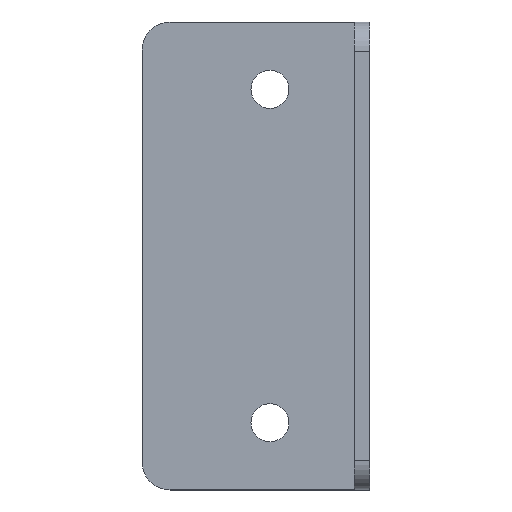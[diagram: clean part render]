
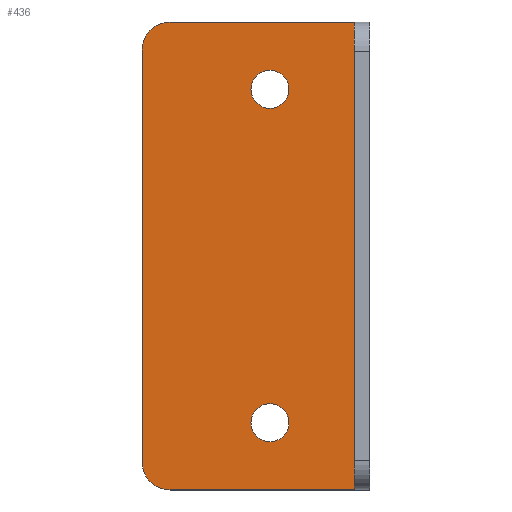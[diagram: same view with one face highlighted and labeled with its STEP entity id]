
A CAD part, top view. The second image highlights one B-rep face of the part: STEP entity #436.
In plain terms, the highlighted planar face has unit normal (0, 0, 1).
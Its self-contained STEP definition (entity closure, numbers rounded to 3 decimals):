
#6 = DIRECTION ( 'NONE',  ( 0., 0., 1. ) ) ;
#7 = DIRECTION ( 'NONE',  ( 1., 0., 0. ) ) ;
#12 = EDGE_CURVE ( 'NONE', #78, #273, #42, .T. ) ;
#18 = EDGE_LOOP ( 'NONE', ( #477, #321, #328, #72, #285, #284 ) ) ;
#42 = CIRCLE ( 'NONE', #137, 5. ) ;
#49 = CARTESIAN_POINT ( 'NONE',  ( -20.4, -36.95, 2.9 ) ) ;
#51 = AXIS2_PLACEMENT_3D ( 'NONE', #331, #6, #287 ) ;
#59 = EDGE_LOOP ( 'NONE', ( #268, #110 ) ) ;
#71 = CARTESIAN_POINT ( 'NONE',  ( 5.9, -29.896, 2.9 ) ) ;
#72 = ORIENTED_EDGE ( 'NONE', *, *, #364, .T. ) ;
#77 = DIRECTION ( 'NONE',  ( 1., 0., 0. ) ) ;
#78 = VERTEX_POINT ( 'NONE', #49 ) ;
#87 = CARTESIAN_POINT ( 'NONE',  ( 2.5, 29.896, 2.9 ) ) ;
#89 = AXIS2_PLACEMENT_3D ( 'NONE', #353, #437, #141 ) ;
#90 = CARTESIAN_POINT ( 'NONE',  ( 2.5, -29.896, 2.9 ) ) ;
#92 = EDGE_CURVE ( 'NONE', #273, #115, #292, .T. ) ;
#97 = AXIS2_PLACEMENT_3D ( 'NONE', #90, #381, #131 ) ;
#101 = CARTESIAN_POINT ( 'NONE',  ( -15.4, -41.95, 2.9 ) ) ;
#110 = ORIENTED_EDGE ( 'NONE', *, *, #429, .F. ) ;
#111 = DIRECTION ( 'NONE',  ( 0., 0., 1. ) ) ;
#114 = DIRECTION ( 'NONE',  ( 1., 0., 0. ) ) ;
#115 = VERTEX_POINT ( 'NONE', #499 ) ;
#131 = DIRECTION ( 'NONE',  ( 1., 0., 0. ) ) ;
#137 = AXIS2_PLACEMENT_3D ( 'NONE', #452, #327, #243 ) ;
#138 = CIRCLE ( 'NONE', #89, 3.4 ) ;
#141 = DIRECTION ( 'NONE',  ( 1., 0., 0. ) ) ;
#156 = VERTEX_POINT ( 'NONE', #288 ) ;
#160 = EDGE_CURVE ( 'NONE', #286, #271, #295, .T. ) ;
#162 = VERTEX_POINT ( 'NONE', #425 ) ;
#163 = FACE_BOUND ( 'NONE', #59, .T. ) ;
#169 = EDGE_CURVE ( 'NONE', #162, #156, #517, .T. ) ;
#173 = VECTOR ( 'NONE', #177, 1000. ) ;
#177 = DIRECTION ( 'NONE',  ( -1., 0., 0. ) ) ;
#193 = CARTESIAN_POINT ( 'NONE',  ( -20.4, 36.95, 2.9 ) ) ;
#198 = VECTOR ( 'NONE', #386, 1000. ) ;
#209 = VECTOR ( 'NONE', #320, 1000. ) ;
#227 = CARTESIAN_POINT ( 'NONE',  ( -15.4, 36.95, 2.9 ) ) ;
#237 = CARTESIAN_POINT ( 'NONE',  ( -0.9, -29.896, 2.9 ) ) ;
#243 = DIRECTION ( 'NONE',  ( 1., 0., 0. ) ) ;
#262 = EDGE_CURVE ( 'NONE', #286, #115, #390, .T. ) ;
#266 = EDGE_CURVE ( 'NONE', #156, #162, #138, .T. ) ;
#268 = ORIENTED_EDGE ( 'NONE', *, *, #469, .F. ) ;
#271 = VERTEX_POINT ( 'NONE', #396 ) ;
#273 = VERTEX_POINT ( 'NONE', #101 ) ;
#280 = CARTESIAN_POINT ( 'NONE',  ( 2.5, -29.896, 2.9 ) ) ;
#283 = AXIS2_PLACEMENT_3D ( 'NONE', #280, #451, #77 ) ;
#284 = ORIENTED_EDGE ( 'NONE', *, *, #92, .T. ) ;
#285 = ORIENTED_EDGE ( 'NONE', *, *, #12, .T. ) ;
#286 = VERTEX_POINT ( 'NONE', #346 ) ;
#287 = DIRECTION ( 'NONE',  ( 1., 0., 0. ) ) ;
#288 = CARTESIAN_POINT ( 'NONE',  ( 5.9, 29.896, 2.9 ) ) ;
#292 = LINE ( 'NONE', #468, #434 ) ;
#293 = CIRCLE ( 'NONE', #388, 5. ) ;
#295 = LINE ( 'NONE', #465, #173 ) ;
#308 = EDGE_CURVE ( 'NONE', #271, #350, #293, .T. ) ;
#310 = VERTEX_POINT ( 'NONE', #71 ) ;
#316 = CARTESIAN_POINT ( 'NONE',  ( -20.4, -36.95, 2.9 ) ) ;
#319 = CIRCLE ( 'NONE', #283, 3.4 ) ;
#320 = DIRECTION ( 'NONE',  ( 0., -1., 0. ) ) ;
#321 = ORIENTED_EDGE ( 'NONE', *, *, #160, .T. ) ;
#327 = DIRECTION ( 'NONE',  ( 0., 0., 1. ) ) ;
#328 = ORIENTED_EDGE ( 'NONE', *, *, #308, .T. ) ;
#331 = CARTESIAN_POINT ( 'NONE',  ( -15.4, 36.95, 2.9 ) ) ;
#332 = CIRCLE ( 'NONE', #97, 3.4 ) ;
#346 = CARTESIAN_POINT ( 'NONE',  ( 17.65, 41.95, 2.9 ) ) ;
#348 = CARTESIAN_POINT ( 'NONE',  ( 17.65, 41.95, 2.9 ) ) ;
#350 = VERTEX_POINT ( 'NONE', #193 ) ;
#351 = AXIS2_PLACEMENT_3D ( 'NONE', #87, #385, #506 ) ;
#353 = CARTESIAN_POINT ( 'NONE',  ( 2.5, 29.896, 2.9 ) ) ;
#363 = EDGE_LOOP ( 'NONE', ( #537, #471 ) ) ;
#364 = EDGE_CURVE ( 'NONE', #350, #78, #494, .T. ) ;
#381 = DIRECTION ( 'NONE',  ( 0., 0., 1. ) ) ;
#385 = DIRECTION ( 'NONE',  ( 0., 0., 1. ) ) ;
#386 = DIRECTION ( 'NONE',  ( 0., -1., 0. ) ) ;
#388 = AXIS2_PLACEMENT_3D ( 'NONE', #227, #111, #114 ) ;
#390 = LINE ( 'NONE', #348, #198 ) ;
#394 = VERTEX_POINT ( 'NONE', #237 ) ;
#396 = CARTESIAN_POINT ( 'NONE',  ( -15.4, 41.95, 2.9 ) ) ;
#410 = FACE_BOUND ( 'NONE', #363, .T. ) ;
#413 = PLANE ( 'NONE',  #51 ) ;
#425 = CARTESIAN_POINT ( 'NONE',  ( -0.9, 29.896, 2.9 ) ) ;
#429 = EDGE_CURVE ( 'NONE', #310, #394, #319, .T. ) ;
#434 = VECTOR ( 'NONE', #7, 1000. ) ;
#436 = ADVANCED_FACE ( 'NONE', ( #410, #163, #533 ), #413, .T. ) ;
#437 = DIRECTION ( 'NONE',  ( 0., 0., 1. ) ) ;
#451 = DIRECTION ( 'NONE',  ( 0., 0., 1. ) ) ;
#452 = CARTESIAN_POINT ( 'NONE',  ( -15.4, -36.95, 2.9 ) ) ;
#465 = CARTESIAN_POINT ( 'NONE',  ( -15.4, 41.95, 2.9 ) ) ;
#468 = CARTESIAN_POINT ( 'NONE',  ( -15.4, -41.95, 2.9 ) ) ;
#469 = EDGE_CURVE ( 'NONE', #394, #310, #332, .T. ) ;
#471 = ORIENTED_EDGE ( 'NONE', *, *, #266, .F. ) ;
#477 = ORIENTED_EDGE ( 'NONE', *, *, #262, .F. ) ;
#494 = LINE ( 'NONE', #316, #209 ) ;
#499 = CARTESIAN_POINT ( 'NONE',  ( 17.65, -41.95, 2.9 ) ) ;
#506 = DIRECTION ( 'NONE',  ( 1., 0., 0. ) ) ;
#517 = CIRCLE ( 'NONE', #351, 3.4 ) ;
#533 = FACE_OUTER_BOUND ( 'NONE', #18, .T. ) ;
#537 = ORIENTED_EDGE ( 'NONE', *, *, #169, .F. ) ;
